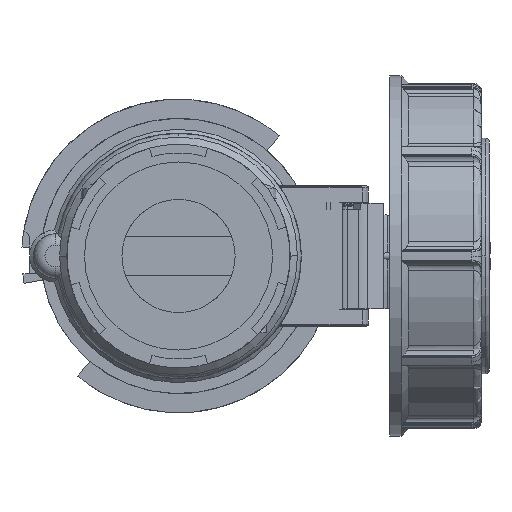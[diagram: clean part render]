
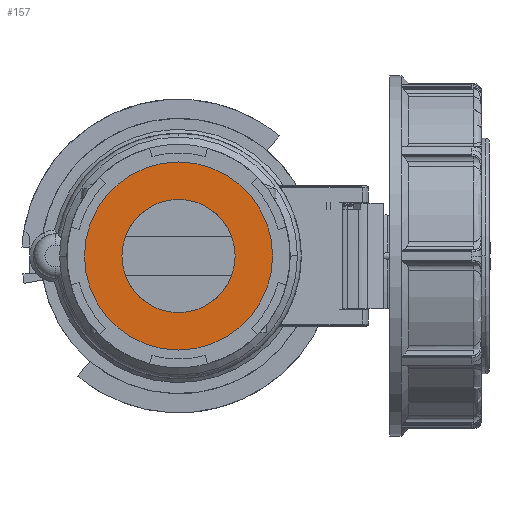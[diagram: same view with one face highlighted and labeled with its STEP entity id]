
A CAD part, left-side view. The second image highlights one B-rep face of the part: STEP entity #157.
In plain terms, the highlighted planar face has unit normal (-1, 0, 0).
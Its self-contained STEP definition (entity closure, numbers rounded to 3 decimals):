
#157 = ADVANCED_FACE ( 'NONE', ( #1844, #8732 ), #11418, .F. ) ;
#449 = VERTEX_POINT ( 'NONE', #28024 ) ;
#835 = VERTEX_POINT ( 'NONE', #26664 ) ;
#1844 = FACE_BOUND ( 'NONE', #8284, .T. ) ;
#2790 = AXIS2_PLACEMENT_3D ( 'NONE', #21925, #4651, #26629 ) ;
#3718 = ORIENTED_EDGE ( 'NONE', *, *, #24965, .T. ) ;
#4651 = DIRECTION ( 'NONE',  ( -1., 0., 0. ) ) ;
#4780 = VERTEX_POINT ( 'NONE', #11578 ) ;
#7004 = DIRECTION ( 'NONE',  ( -1., 0., 0. ) ) ;
#7616 = CARTESIAN_POINT ( 'NONE',  ( -32.7, 0., 0. ) ) ;
#7794 = EDGE_CURVE ( 'NONE', #449, #4780, #24099, .T. ) ;
#8284 = EDGE_LOOP ( 'NONE', ( #28309, #9625 ) ) ;
#8431 = DIRECTION ( 'NONE',  ( 1., 0., 0. ) ) ;
#8732 = FACE_OUTER_BOUND ( 'NONE', #21984, .T. ) ;
#9361 = DIRECTION ( 'NONE',  ( -1., 0., 0. ) ) ;
#9625 = ORIENTED_EDGE ( 'NONE', *, *, #20331, .F. ) ;
#11257 = CARTESIAN_POINT ( 'NONE',  ( -32.7, -11.972, 0. ) ) ;
#11418 = PLANE ( 'NONE',  #24766 ) ;
#11578 = CARTESIAN_POINT ( 'NONE',  ( -32.7, 0., 24.52 ) ) ;
#11772 = VERTEX_POINT ( 'NONE', #13876 ) ;
#13582 = AXIS2_PLACEMENT_3D ( 'NONE', #7616, #17318, #17168 ) ;
#13876 = CARTESIAN_POINT ( 'NONE',  ( -32.7, 0., 14.75 ) ) ;
#16111 = CARTESIAN_POINT ( 'NONE',  ( -32.7, 0., 0. ) ) ;
#16326 = CIRCLE ( 'NONE', #2790, 24.52 ) ;
#16768 = ORIENTED_EDGE ( 'NONE', *, *, #7794, .T. ) ;
#17168 = DIRECTION ( 'NONE',  ( 0., 0., 1. ) ) ;
#17318 = DIRECTION ( 'NONE',  ( -1., 0., 0. ) ) ;
#18086 = CIRCLE ( 'NONE', #13582, 14.75 ) ;
#20071 = AXIS2_PLACEMENT_3D ( 'NONE', #28506, #7004, #27879 ) ;
#20331 = EDGE_CURVE ( 'NONE', #835, #11772, #18086, .T. ) ;
#21925 = CARTESIAN_POINT ( 'NONE',  ( -32.7, 0., 0. ) ) ;
#21984 = EDGE_LOOP ( 'NONE', ( #3718, #16768 ) ) ;
#24099 = CIRCLE ( 'NONE', #20071, 24.52 ) ;
#24129 = DIRECTION ( 'NONE',  ( 0., 0., 1. ) ) ;
#24430 = AXIS2_PLACEMENT_3D ( 'NONE', #16111, #9361, #24129 ) ;
#24766 = AXIS2_PLACEMENT_3D ( 'NONE', #11257, #8431, #30590 ) ;
#24965 = EDGE_CURVE ( 'NONE', #4780, #449, #16326, .T. ) ;
#26557 = EDGE_CURVE ( 'NONE', #11772, #835, #26935, .T. ) ;
#26629 = DIRECTION ( 'NONE',  ( 0., 0., -1. ) ) ;
#26664 = CARTESIAN_POINT ( 'NONE',  ( -32.7, 0., -14.75 ) ) ;
#26935 = CIRCLE ( 'NONE', #24430, 14.75 ) ;
#27879 = DIRECTION ( 'NONE',  ( 0., 0., -1. ) ) ;
#28024 = CARTESIAN_POINT ( 'NONE',  ( -32.7, 0., -24.52 ) ) ;
#28309 = ORIENTED_EDGE ( 'NONE', *, *, #26557, .F. ) ;
#28506 = CARTESIAN_POINT ( 'NONE',  ( -32.7, 0., 0. ) ) ;
#30590 = DIRECTION ( 'NONE',  ( 0., 0., 1. ) ) ;
